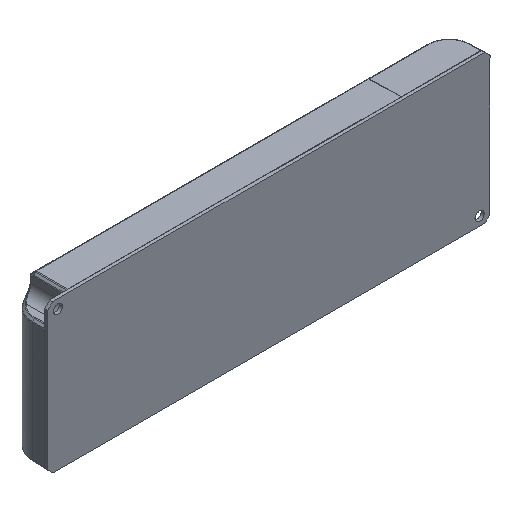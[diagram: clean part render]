
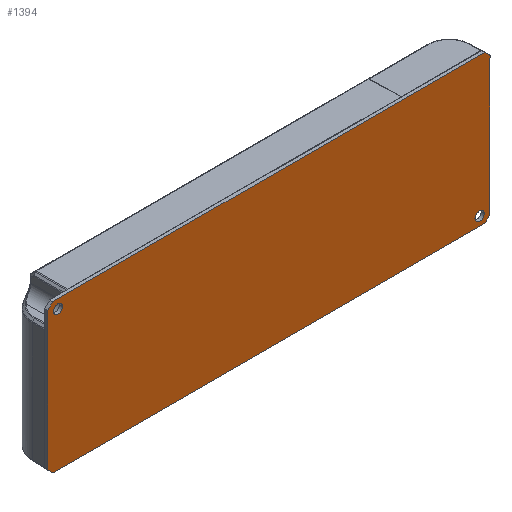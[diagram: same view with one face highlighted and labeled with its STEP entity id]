
A CAD part, isometric view. The second image highlights one B-rep face of the part: STEP entity #1394.
In plain terms, the highlighted planar face has unit normal (0, -1, 0).
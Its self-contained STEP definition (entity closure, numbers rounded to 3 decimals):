
#87=FACE_BOUND('',#2080,.T.);
#88=FACE_BOUND('',#2081,.T.);
#89=FACE_BOUND('',#2082,.T.);
#116=ELLIPSE('',#5873,0.5,0.5);
#118=ELLIPSE('',#5879,0.5,0.5);
#120=ELLIPSE('',#5883,0.5,0.5);
#122=ELLIPSE('',#5888,0.5,0.5);
#259=PLANE('',#5889);
#430=LINE('',#7801,#850);
#435=LINE('',#7816,#855);
#438=LINE('',#7822,#858);
#441=LINE('',#7828,#861);
#445=LINE('',#7840,#865);
#449=LINE('',#7852,#869);
#452=LINE('',#7858,#872);
#454=LINE('',#7861,#874);
#850=VECTOR('',#6355,1.);
#855=VECTOR('',#6368,1.);
#858=VECTOR('',#6373,1.);
#861=VECTOR('',#6378,1.);
#865=VECTOR('',#6390,1.);
#869=VECTOR('',#6402,1.);
#872=VECTOR('',#6407,1.);
#874=VECTOR('',#6411,1.);
#1252=CIRCLE('',#5861,1.75);
#1254=CIRCLE('',#5864,1.75);
#1256=CIRCLE('',#5867,1.75);
#1258=CIRCLE('',#5870,1.75);
#1394=ADVANCED_FACE('',(#87,#88,#89),#259,.F.);
#2080=EDGE_LOOP('',(#2511,#2512,#2513,#2514,#2515,#2516,#2517,#2518,#2519,
#2520,#2521,#2522));
#2081=EDGE_LOOP('',(#2523,#2524));
#2082=EDGE_LOOP('',(#2525,#2526));
#2511=ORIENTED_EDGE('',*,*,#4770,.T.);
#2512=ORIENTED_EDGE('',*,*,#4772,.F.);
#2513=ORIENTED_EDGE('',*,*,#4773,.T.);
#2514=ORIENTED_EDGE('',*,*,#4742,.T.);
#2515=ORIENTED_EDGE('',*,*,#4746,.T.);
#2516=ORIENTED_EDGE('',*,*,#4749,.T.);
#2517=ORIENTED_EDGE('',*,*,#4752,.T.);
#2518=ORIENTED_EDGE('',*,*,#4755,.F.);
#2519=ORIENTED_EDGE('',*,*,#4758,.T.);
#2520=ORIENTED_EDGE('',*,*,#4761,.T.);
#2521=ORIENTED_EDGE('',*,*,#4764,.T.);
#2522=ORIENTED_EDGE('',*,*,#4767,.T.);
#2523=ORIENTED_EDGE('',*,*,#4734,.T.);
#2524=ORIENTED_EDGE('',*,*,#4732,.T.);
#2525=ORIENTED_EDGE('',*,*,#4740,.T.);
#2526=ORIENTED_EDGE('',*,*,#4738,.T.);
#4171=VERTEX_POINT('',#7775);
#4174=VERTEX_POINT('',#7780);
#4175=VERTEX_POINT('',#7787);
#4178=VERTEX_POINT('',#7792);
#4179=VERTEX_POINT('',#7799);
#4181=VERTEX_POINT('',#7802);
#4183=VERTEX_POINT('',#7808);
#4186=VERTEX_POINT('',#7815);
#4188=VERTEX_POINT('',#7821);
#4190=VERTEX_POINT('',#7827);
#4192=VERTEX_POINT('',#7833);
#4193=VERTEX_POINT('',#7838);
#4195=VERTEX_POINT('',#7844);
#4198=VERTEX_POINT('',#7851);
#4200=VERTEX_POINT('',#7857);
#4201=VERTEX_POINT('',#7862);
#4732=EDGE_CURVE('',#4171,#4174,#1252,.T.);
#4734=EDGE_CURVE('',#4174,#4171,#1254,.T.);
#4738=EDGE_CURVE('',#4175,#4178,#1256,.T.);
#4740=EDGE_CURVE('',#4178,#4175,#1258,.T.);
#4742=EDGE_CURVE('',#4181,#4179,#430,.T.);
#4746=EDGE_CURVE('',#4179,#4183,#116,.T.);
#4749=EDGE_CURVE('',#4183,#4186,#435,.T.);
#4752=EDGE_CURVE('',#4186,#4188,#438,.T.);
#4755=EDGE_CURVE('',#4190,#4188,#441,.T.);
#4758=EDGE_CURVE('',#4190,#4192,#118,.T.);
#4761=EDGE_CURVE('',#4192,#4193,#445,.T.);
#4764=EDGE_CURVE('',#4193,#4195,#120,.T.);
#4767=EDGE_CURVE('',#4195,#4198,#449,.T.);
#4770=EDGE_CURVE('',#4198,#4200,#452,.T.);
#4772=EDGE_CURVE('',#4201,#4200,#454,.T.);
#4773=EDGE_CURVE('',#4201,#4181,#122,.T.);
#5861=AXIS2_PLACEMENT_3D('',#7781,#6330,#6331);
#5864=AXIS2_PLACEMENT_3D('',#7784,#6336,#6337);
#5867=AXIS2_PLACEMENT_3D('',#7793,#6344,#6345);
#5870=AXIS2_PLACEMENT_3D('',#7796,#6350,#6351);
#5873=AXIS2_PLACEMENT_3D('',#7810,#6361,#6362);
#5879=AXIS2_PLACEMENT_3D('',#7834,#6383,#6384);
#5883=AXIS2_PLACEMENT_3D('',#7846,#6395,#6396);
#5888=AXIS2_PLACEMENT_3D('',#7863,#6412,#6413);
#5889=AXIS2_PLACEMENT_3D('',#7864,#6414,#6415);
#6330=DIRECTION('',(0.,1.,0.));
#6331=DIRECTION('',(1.,0.,0.));
#6336=DIRECTION('',(0.,1.,0.));
#6337=DIRECTION('',(-1.,0.,0.));
#6344=DIRECTION('',(0.,1.,0.));
#6345=DIRECTION('',(-1.,0.,0.));
#6350=DIRECTION('',(0.,1.,0.));
#6351=DIRECTION('',(1.,0.,0.));
#6355=DIRECTION('',(-0.707,0.,0.707));
#6361=DIRECTION('',(0.,-1.,0.));
#6362=DIRECTION('',(-0.707,0.,-0.707));
#6368=DIRECTION('',(-1.,0.,0.));
#6373=DIRECTION('',(-0.707,0.,-0.707));
#6378=DIRECTION('',(0.,0.,1.));
#6383=DIRECTION('',(0.,-1.,0.));
#6384=DIRECTION('',(-0.707,0.,-0.707));
#6390=DIRECTION('',(0.707,0.,-0.707));
#6395=DIRECTION('',(0.,-1.,0.));
#6396=DIRECTION('',(0.707,0.,0.707));
#6402=DIRECTION('',(1.,0.,0.));
#6407=DIRECTION('',(0.707,0.,0.707));
#6411=DIRECTION('',(0.,0.,-1.));
#6412=DIRECTION('',(0.,-1.,0.));
#6413=DIRECTION('',(0.707,0.,0.707));
#6414=DIRECTION('',(0.,1.,0.));
#6415=DIRECTION('',(-1.,0.,0.));
#7775=CARTESIAN_POINT('',(84.25,0.,-25.5));
#7780=CARTESIAN_POINT('',(80.75,0.,-25.5));
#7781=CARTESIAN_POINT('',(82.5,0.,-25.5));
#7784=CARTESIAN_POINT('',(82.5,0.,-25.5));
#7787=CARTESIAN_POINT('',(-84.25,0.,25.5));
#7792=CARTESIAN_POINT('',(-80.75,0.,25.5));
#7793=CARTESIAN_POINT('',(-82.5,0.,25.5));
#7796=CARTESIAN_POINT('',(-82.5,0.,25.5));
#7799=CARTESIAN_POINT('',(84.647,0.,28.854));
#7801=CARTESIAN_POINT('',(86.354,0.,27.147));
#7802=CARTESIAN_POINT('',(86.354,0.,27.147));
#7808=CARTESIAN_POINT('',(84.293,0.,29.));
#7810=CARTESIAN_POINT('',(84.293,0.,28.5));
#7815=CARTESIAN_POINT('',(-84.5,0.,29.));
#7816=CARTESIAN_POINT('',(84.293,0.,29.));
#7821=CARTESIAN_POINT('',(-86.5,0.,27.));
#7822=CARTESIAN_POINT('',(-84.5,0.,29.));
#7827=CARTESIAN_POINT('',(-86.5,0.,-26.793));
#7828=CARTESIAN_POINT('',(-86.5,0.,-26.793));
#7833=CARTESIAN_POINT('',(-86.354,0.,-27.147));
#7834=CARTESIAN_POINT('',(-86.,0.,-26.793));
#7838=CARTESIAN_POINT('',(-84.647,0.,-28.854));
#7840=CARTESIAN_POINT('',(-86.354,0.,-27.147));
#7844=CARTESIAN_POINT('',(-84.293,0.,-29.));
#7846=CARTESIAN_POINT('',(-84.293,0.,-28.5));
#7851=CARTESIAN_POINT('',(84.5,0.,-29.));
#7852=CARTESIAN_POINT('',(-84.293,0.,-29.));
#7857=CARTESIAN_POINT('',(86.5,0.,-27.));
#7858=CARTESIAN_POINT('',(84.5,0.,-29.));
#7861=CARTESIAN_POINT('',(86.5,0.,26.793));
#7862=CARTESIAN_POINT('',(86.5,0.,26.793));
#7863=CARTESIAN_POINT('',(86.,0.,26.793));
#7864=CARTESIAN_POINT('',(0.,0.,0.));
